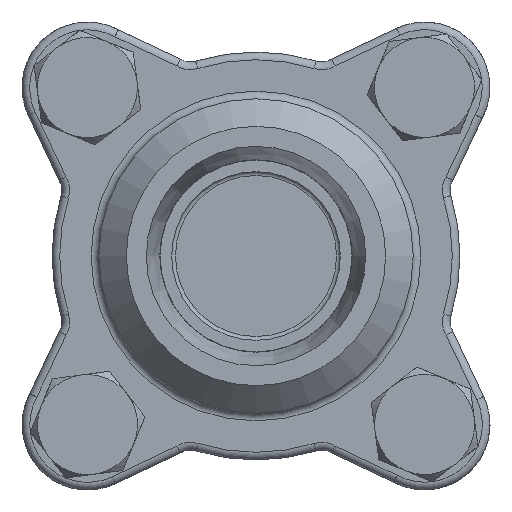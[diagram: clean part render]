
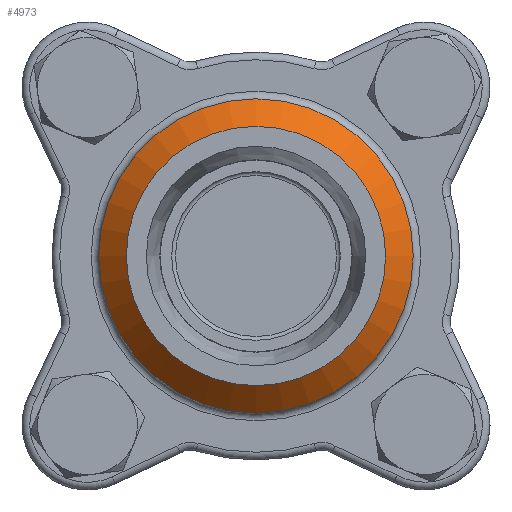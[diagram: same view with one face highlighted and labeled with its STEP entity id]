
A CAD part, left-side view. The second image highlights one B-rep face of the part: STEP entity #4973.
In plain terms, the highlighted conical face has half-angle 45 degrees and reference radius 20.422 mm.
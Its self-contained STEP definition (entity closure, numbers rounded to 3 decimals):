
#1136=CONICAL_SURFACE('',#5513,20.422,0.785);
#2247=ORIENTED_EDGE('',*,*,#3089,.T.);
#2248=ORIENTED_EDGE('',*,*,#3088,.F.);
#3088=EDGE_CURVE('',#3596,#3596,#3836,.T.);
#3089=EDGE_CURVE('',#3597,#3597,#3837,.T.);
#3596=VERTEX_POINT('',#13899);
#3597=VERTEX_POINT('',#13902);
#3836=CIRCLE('',#5512,20.422);
#3837=CIRCLE('',#5514,16.85);
#4198=EDGE_LOOP('',(#2247));
#4199=EDGE_LOOP('',(#2248));
#4610=FACE_BOUND('',#4198,.T.);
#4611=FACE_BOUND('',#4199,.T.);
#4973=ADVANCED_FACE('',(#4610,#4611),#1136,.T.);
#5512=AXIS2_PLACEMENT_3D('',#13898,#6759,#6760);
#5513=AXIS2_PLACEMENT_3D('',#13900,#6761,#6762);
#5514=AXIS2_PLACEMENT_3D('',#13901,#6763,#6764);
#6759=DIRECTION('',(-1.,0.,0.));
#6760=DIRECTION('',(0.,0.,1.));
#6761=DIRECTION('',(-1.,0.,0.));
#6762=DIRECTION('',(0.,0.,1.));
#6763=DIRECTION('',(-1.,0.,0.));
#6764=DIRECTION('',(0.,0.,1.));
#13898=CARTESIAN_POINT('',(21.681,0.,0.));
#13899=CARTESIAN_POINT('',(21.681,0.,20.422));
#13900=CARTESIAN_POINT('',(21.681,0.,0.));
#13901=CARTESIAN_POINT('',(25.254,0.,0.));
#13902=CARTESIAN_POINT('',(25.254,0.,16.85));
